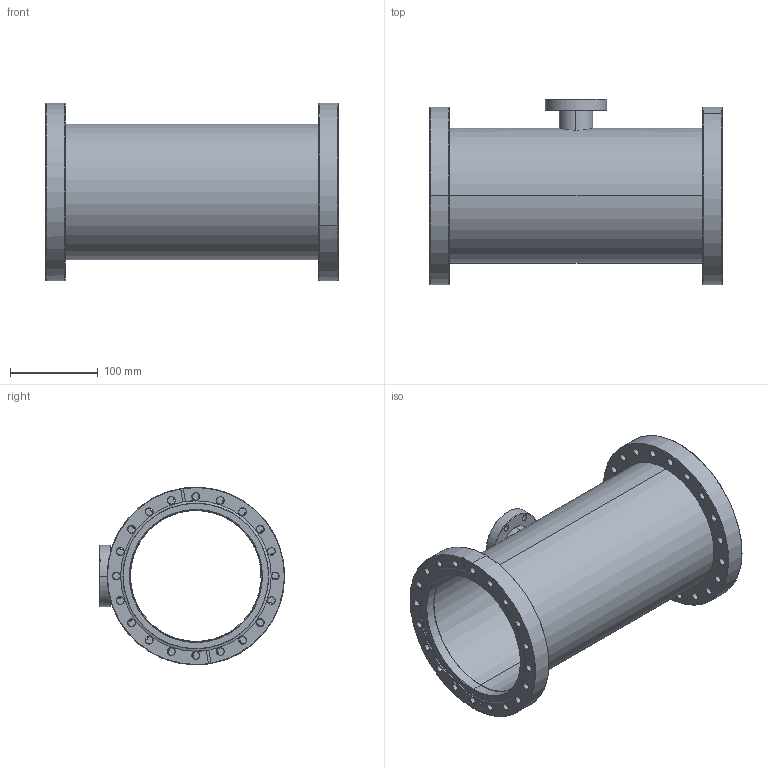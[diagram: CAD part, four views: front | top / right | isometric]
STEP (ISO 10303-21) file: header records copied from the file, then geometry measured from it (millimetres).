
FILE_DESCRIPTION (( 'STEP AP214' ), '1' );
FILE_NAME ('Hositrad_FTR150-35R.STEP', '2017-05-22T10:40:50', ( 'Gebruiker' ), ( '' ), 'SwSTEP 2.0', 'SolidWorks 2017', '' );
FILE_SCHEMA (( 'AUTOMOTIVE_DESIGN' ));
Length unit declared in the file: millimetre
Products named in the file (7): NW150CF-Weld_CF150-154; NW150CF-R-Weld; NW150CF-R-InnerWeld; Hositrad_FTR150-35R; Reducer-T-all_150-35; NW150CF-R-OuterWeld_-152; CF35-38
Assembly tree (6 placements, depth 3):
  Hositrad_FTR150-35R
    Reducer-T-all_150-35
    CF35-38
    NW150CF-R-Weld
      NW150CF-R-OuterWeld_-152
      NW150CF-R-InnerWeld
    NW150CF-Weld_CF150-154
Bounding box: 333.4 x 211.2 x 202.4 mm (x, y, z)
Volume: 894940.6 mm3; surface area: 462820.4 mm2
Topology: 5 solids, 5 shells, 395 faces, 922 edges, 541 vertices
Faces by surface type: cone 227, cylinder 128, plane 38, bspline 2
Entity records: 12339 total; most frequent: CARTESIAN_POINT 2524, DIRECTION 2213, ORIENTED_EDGE 1844, EDGE_CURVE 922, AXIS2_PLACEMENT_3D 908, VERTEX_POINT 541, CIRCLE 505, EDGE_LOOP 503
